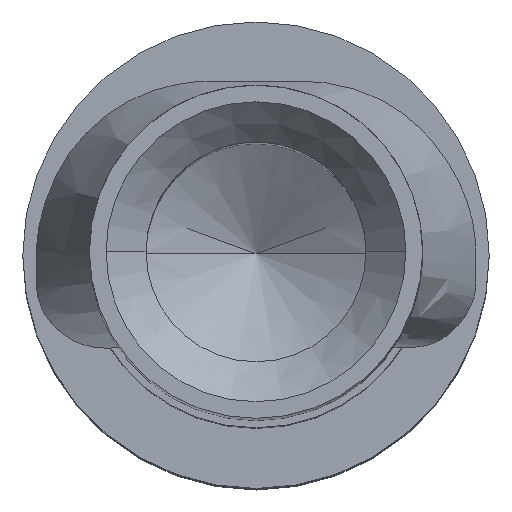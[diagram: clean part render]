
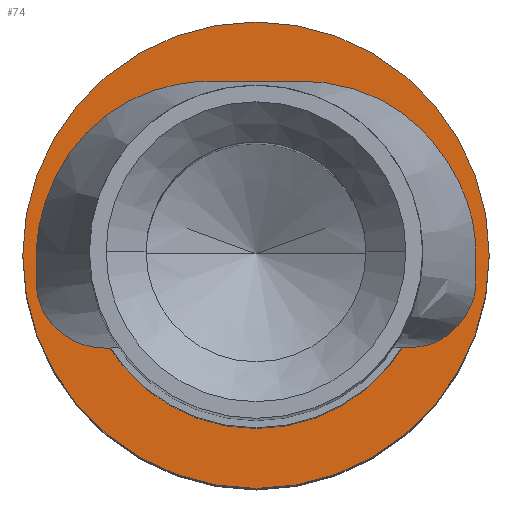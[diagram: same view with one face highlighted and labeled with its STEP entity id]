
A CAD part, top view. The second image highlights one B-rep face of the part: STEP entity #74.
In plain terms, the highlighted planar face has unit normal (0, 0, 1).
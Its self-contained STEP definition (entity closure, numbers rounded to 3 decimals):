
#74 = ADVANCED_FACE ( 'NONE', ( #1259, #962 ), #171, .T. ) ;
#162 = CARTESIAN_POINT ( 'NONE',  ( 0., 0., 6.5 ) ) ;
#171 = PLANE ( 'NONE',  #261 ) ;
#214 = CIRCLE ( 'NONE', #850, 1.75 ) ;
#246 = VERTEX_POINT ( 'NONE', #760 ) ;
#261 = AXIS2_PLACEMENT_3D ( 'NONE', #1110, #583, #415 ) ;
#330 = VERTEX_POINT ( 'NONE', #748 ) ;
#378 = EDGE_LOOP ( 'NONE', ( #586, #1712 ) ) ;
#381 = VERTEX_POINT ( 'NONE', #1598 ) ;
#403 = CARTESIAN_POINT ( 'NONE',  ( -1.75, 0., 6.5 ) ) ;
#415 = DIRECTION ( 'NONE',  ( 1., 0., 0. ) ) ;
#438 = CARTESIAN_POINT ( 'NONE',  ( 0., 0., 6.5 ) ) ;
#461 = AXIS2_PLACEMENT_3D ( 'NONE', #438, #1558, #1119 ) ;
#505 = CARTESIAN_POINT ( 'NONE',  ( 0., 0., 6.5 ) ) ;
#542 = DIRECTION ( 'NONE',  ( 1., 0., 0. ) ) ;
#563 = EDGE_LOOP ( 'NONE', ( #1428, #1648 ) ) ;
#583 = DIRECTION ( 'NONE',  ( 0., 0., 1. ) ) ;
#586 = ORIENTED_EDGE ( 'NONE', *, *, #1189, .T. ) ;
#705 = VERTEX_POINT ( 'NONE', #403 ) ;
#748 = CARTESIAN_POINT ( 'NONE',  ( -1.3, 0., 6.5 ) ) ;
#760 = CARTESIAN_POINT ( 'NONE',  ( 1.75, 0., 6.5 ) ) ;
#850 = AXIS2_PLACEMENT_3D ( 'NONE', #1198, #1607, #1230 ) ;
#962 = FACE_BOUND ( 'NONE', #563, .T. ) ;
#963 = CIRCLE ( 'NONE', #1439, 1.3 ) ;
#983 = DIRECTION ( 'NONE',  ( 1., 0., 0. ) ) ;
#1016 = CIRCLE ( 'NONE', #461, 1.75 ) ;
#1070 = CIRCLE ( 'NONE', #1157, 1.3 ) ;
#1077 = EDGE_CURVE ( 'NONE', #330, #381, #1070, .T. ) ;
#1110 = CARTESIAN_POINT ( 'NONE',  ( 0., 0., 6.5 ) ) ;
#1119 = DIRECTION ( 'NONE',  ( 1., 0., 0. ) ) ;
#1157 = AXIS2_PLACEMENT_3D ( 'NONE', #505, #1677, #983 ) ;
#1189 = EDGE_CURVE ( 'NONE', #246, #705, #1016, .T. ) ;
#1198 = CARTESIAN_POINT ( 'NONE',  ( 0., 0., 6.5 ) ) ;
#1230 = DIRECTION ( 'NONE',  ( 1., 0., 0. ) ) ;
#1259 = FACE_OUTER_BOUND ( 'NONE', #378, .T. ) ;
#1265 = DIRECTION ( 'NONE',  ( 0., 0., 1. ) ) ;
#1428 = ORIENTED_EDGE ( 'NONE', *, *, #1559, .F. ) ;
#1439 = AXIS2_PLACEMENT_3D ( 'NONE', #162, #1265, #542 ) ;
#1496 = EDGE_CURVE ( 'NONE', #705, #246, #214, .T. ) ;
#1558 = DIRECTION ( 'NONE',  ( 0., 0., 1. ) ) ;
#1559 = EDGE_CURVE ( 'NONE', #381, #330, #963, .T. ) ;
#1598 = CARTESIAN_POINT ( 'NONE',  ( 1.3, 0., 6.5 ) ) ;
#1607 = DIRECTION ( 'NONE',  ( 0., 0., 1. ) ) ;
#1648 = ORIENTED_EDGE ( 'NONE', *, *, #1077, .F. ) ;
#1677 = DIRECTION ( 'NONE',  ( 0., 0., 1. ) ) ;
#1712 = ORIENTED_EDGE ( 'NONE', *, *, #1496, .T. ) ;
